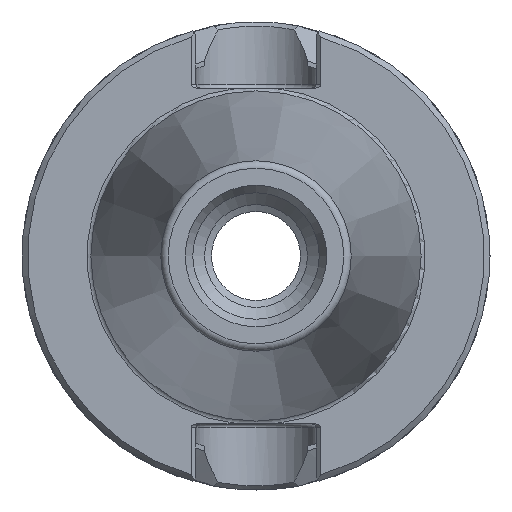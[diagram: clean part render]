
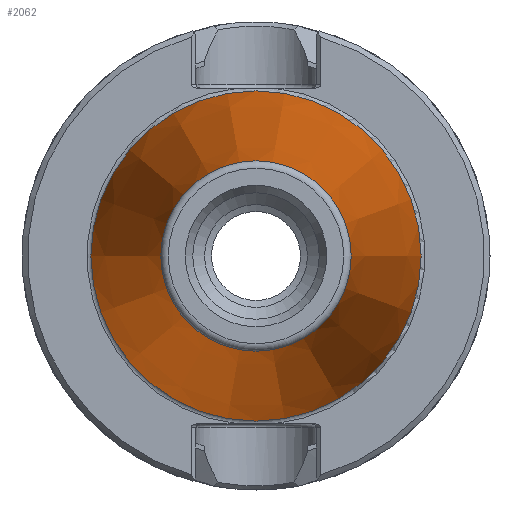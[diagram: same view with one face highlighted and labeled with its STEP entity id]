
A CAD part, left-side view. The second image highlights one B-rep face of the part: STEP entity #2062.
In plain terms, the highlighted conical face has half-angle 8.297 degrees and reference radius 17.456 mm.
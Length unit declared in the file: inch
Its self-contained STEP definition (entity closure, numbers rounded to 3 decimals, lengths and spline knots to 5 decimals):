
#1859=CARTESIAN_POINT('',(0.00001,0.875,0.0));
#1860=VERTEX_POINT('',#1859);
#1861=CARTESIAN_POINT('',(0.00001,0.0,0.0));
#1862=DIRECTION('',(-1.0,0.,0.0));
#1863=DIRECTION('',(0.,1.0,0.0));
#1864=AXIS2_PLACEMENT_3D('',#1861,#1862,#1863);
#1865=CIRCLE('',#1864,0.875);
#1866=EDGE_CURVE('',#1860,#1860,#1865,.T.);
#2027=CARTESIAN_POINT('',(-2.54077,0.50448,0.));
#2028=VERTEX_POINT('',#2027);
#2029=CARTESIAN_POINT('',(-2.54077,0.,0.));
#2030=DIRECTION('',(-1.0,0.0,0.0));
#2031=DIRECTION('',(0.0,-1.0,0.0));
#2032=AXIS2_PLACEMENT_3D('',#2029,#2030,#2031);
#2033=CIRCLE('',#2032,0.50448);
#2034=EDGE_CURVE('',#2028,#2028,#2033,.T.);
#2051=CARTESIAN_POINT('',(-1.2875,0.0,0.0));
#2052=DIRECTION('',(1.0,0.0,0.0));
#2053=DIRECTION('',(0.,1.0,0.0));
#2054=AXIS2_PLACEMENT_3D('',#2051,#2052,#2053);
#2055=CONICAL_SURFACE('',#2054,0.68724,8.297);
#2056=ORIENTED_EDGE('',*,*,#1866,.T.);
#2057=EDGE_LOOP('',(#2056));
#2058=FACE_OUTER_BOUND('',#2057,.T.);
#2059=ORIENTED_EDGE('',*,*,#2034,.F.);
#2060=EDGE_LOOP('',(#2059));
#2061=FACE_BOUND('',#2060,.T.);
#2062=ADVANCED_FACE('',(#2058,#2061),#2055,.T.);
